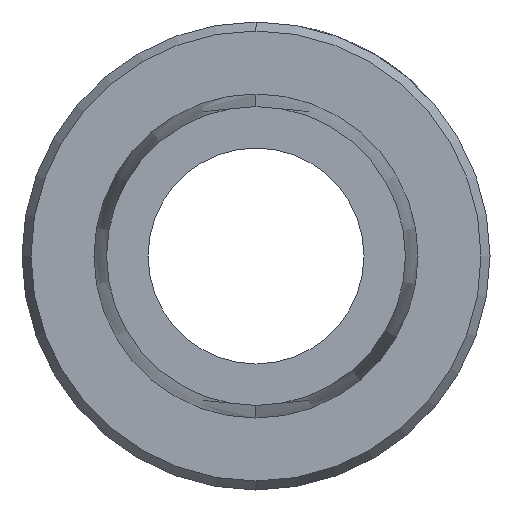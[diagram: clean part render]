
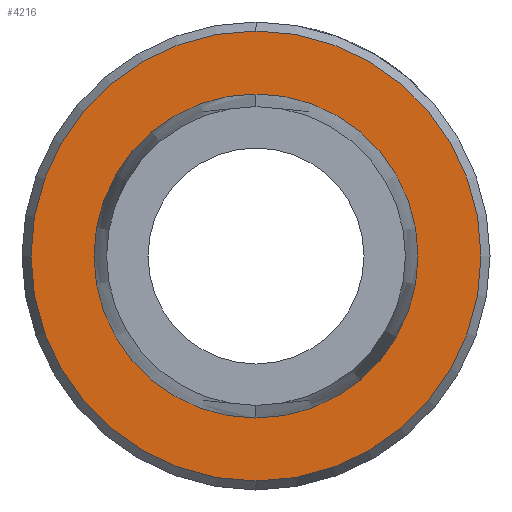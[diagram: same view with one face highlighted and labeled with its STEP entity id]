
A CAD part, left-side view. The second image highlights one B-rep face of the part: STEP entity #4216.
In plain terms, the highlighted planar face has unit normal (-1, 0, 0).
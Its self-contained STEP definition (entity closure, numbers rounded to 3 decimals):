
#184 = CARTESIAN_POINT ( 'NONE',  ( 10., 0., 0. ) ) ;
#205 = EDGE_CURVE ( 'NONE', #1764, #3877, #496, .T. ) ;
#349 = CARTESIAN_POINT ( 'NONE',  ( 10., 0., -6.25 ) ) ;
#496 = CIRCLE ( 'NONE', #788, 6.25 ) ;
#571 = CIRCLE ( 'NONE', #3527, 4.5 ) ;
#577 = EDGE_CURVE ( 'NONE', #3255, #4179, #571, .T. ) ;
#593 = AXIS2_PLACEMENT_3D ( 'NONE', #184, #2282, #2975 ) ;
#653 = CIRCLE ( 'NONE', #2068, 6.25 ) ;
#673 = CARTESIAN_POINT ( 'NONE',  ( 10., 0., 0. ) ) ;
#788 = AXIS2_PLACEMENT_3D ( 'NONE', #2952, #4363, #2263 ) ;
#1147 = ORIENTED_EDGE ( 'NONE', *, *, #205, .T. ) ;
#1354 = CARTESIAN_POINT ( 'NONE',  ( 10., 0., 0. ) ) ;
#1400 = CARTESIAN_POINT ( 'NONE',  ( 10., 0., -4.5 ) ) ;
#1745 = DIRECTION ( 'NONE',  ( 0., 0., 1. ) ) ;
#1764 = VERTEX_POINT ( 'NONE', #3591 ) ;
#1767 = CIRCLE ( 'NONE', #4510, 4.5 ) ;
#1904 = CARTESIAN_POINT ( 'NONE',  ( 10., 0., 4.5 ) ) ;
#1929 = EDGE_LOOP ( 'NONE', ( #4351, #1147 ) ) ;
#2068 = AXIS2_PLACEMENT_3D ( 'NONE', #2752, #3427, #3032 ) ;
#2120 = DIRECTION ( 'NONE',  ( -1., 0., 0. ) ) ;
#2263 = DIRECTION ( 'NONE',  ( 0., 0., -1. ) ) ;
#2282 = DIRECTION ( 'NONE',  ( 1., 0., 0. ) ) ;
#2376 = DIRECTION ( 'NONE',  ( 0., 0., 1. ) ) ;
#2752 = CARTESIAN_POINT ( 'NONE',  ( 10., 0., 0. ) ) ;
#2952 = CARTESIAN_POINT ( 'NONE',  ( 10., 0., 0. ) ) ;
#2975 = DIRECTION ( 'NONE',  ( 0., 0., -1. ) ) ;
#3021 = FACE_BOUND ( 'NONE', #4231, .T. ) ;
#3032 = DIRECTION ( 'NONE',  ( 0., 0., -1. ) ) ;
#3048 = PLANE ( 'NONE',  #593 ) ;
#3255 = VERTEX_POINT ( 'NONE', #1400 ) ;
#3292 = ORIENTED_EDGE ( 'NONE', *, *, #577, .F. ) ;
#3427 = DIRECTION ( 'NONE',  ( -1., 0., 0. ) ) ;
#3527 = AXIS2_PLACEMENT_3D ( 'NONE', #673, #2120, #1745 ) ;
#3591 = CARTESIAN_POINT ( 'NONE',  ( 10., 0., 6.25 ) ) ;
#3634 = ORIENTED_EDGE ( 'NONE', *, *, #4490, .F. ) ;
#3697 = EDGE_CURVE ( 'NONE', #3877, #1764, #653, .T. ) ;
#3877 = VERTEX_POINT ( 'NONE', #349 ) ;
#4179 = VERTEX_POINT ( 'NONE', #1904 ) ;
#4216 = ADVANCED_FACE ( 'NONE', ( #4434, #3021 ), #3048, .F. ) ;
#4231 = EDGE_LOOP ( 'NONE', ( #3634, #3292 ) ) ;
#4351 = ORIENTED_EDGE ( 'NONE', *, *, #3697, .T. ) ;
#4363 = DIRECTION ( 'NONE',  ( -1., 0., 0. ) ) ;
#4434 = FACE_OUTER_BOUND ( 'NONE', #1929, .T. ) ;
#4490 = EDGE_CURVE ( 'NONE', #4179, #3255, #1767, .T. ) ;
#4510 = AXIS2_PLACEMENT_3D ( 'NONE', #1354, #4519, #2376 ) ;
#4519 = DIRECTION ( 'NONE',  ( -1., 0., 0. ) ) ;
